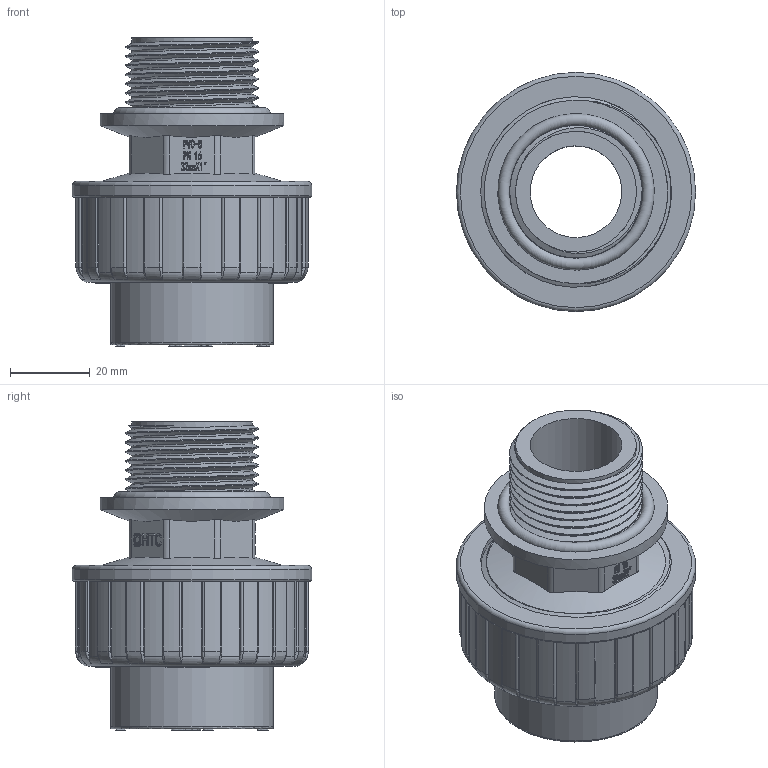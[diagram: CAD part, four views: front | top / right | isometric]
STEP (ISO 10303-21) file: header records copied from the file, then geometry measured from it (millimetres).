
FILE_DESCRIPTION(/* description */ (''),/* implementation_level */ '2;1');
FILE_NAME(/* name */ '32x1.stp',/* time_stamp */ '2026-01-08T15:03:58+08:00',/* author */ (''),/* organization */ (''),/* preprocessor_version */ 'ST-DEVELOPER v16.7',/* originating_system */ 'SIEMENS PLM Software NX 12.0',/* authorisation */ '');
FILE_SCHEMA (('AUTOMOTIVE_DESIGN { 1 0 10303 214 3 1 1 1 }'));
Products named in the file (1): Admi0E605FEAis2y
Bounding box: 60 x 60 x 77.31 mm (x, y, z)
Volume: 50635.6 mm3; surface area: 40454.9 mm2
Topology: 4 solids, 5 shells, 1567 faces, 4373 edges, 2900 vertices
Faces by surface type: plane 1139, extrusion 212, cylinder 137, bspline 45, torus 30, cone 4
Full cylindrical faces by diameter (mm): 1.635 x1, 1.655 x1, 1.962 x1, 2.18 x1, 2.255 x1, 2.616 x1, 23 x1, 24.9 x1, 25 x1, 30.291 x8, 31 x2, 38 x2, 40.9 x1, 41.1 x1, 44 x1, 44.845 x6, 46 x1, 47.803 x7, 60 x1
Entity records: 59122 total; most frequent: CARTESIAN_POINT 21525, ORIENTED_EDGE 8512, DIRECTION 6288, EDGE_CURVE 4256, VECTOR 3200, LINE 2988, VERTEX_POINT 2842, EDGE_LOOP 1677
